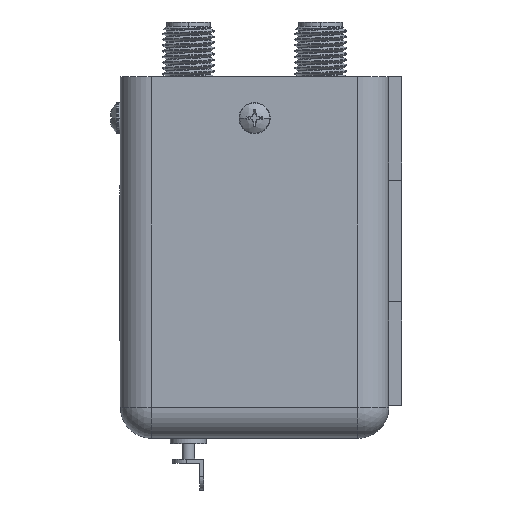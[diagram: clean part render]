
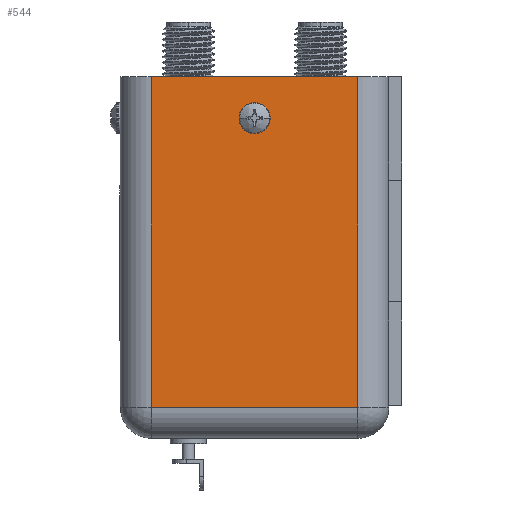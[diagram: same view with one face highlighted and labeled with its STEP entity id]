
A CAD part, left-side view. The second image highlights one B-rep face of the part: STEP entity #544.
In plain terms, the highlighted planar face has unit normal (-1, 0, 0).
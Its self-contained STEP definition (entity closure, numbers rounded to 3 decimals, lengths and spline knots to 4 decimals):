
#544 = ADVANCED_FACE ( 'NONE', ( #36696, #24429 ), #36633, .T. ) ;
#1708 = CARTESIAN_POINT ( 'NONE',  ( -0.65, 0.5, -1.75 ) ) ;
#2198 = LINE ( 'NONE', #1708, #17873 ) ;
#2376 = CIRCLE ( 'NONE', #5309, 0.0201 ) ;
#5309 = AXIS2_PLACEMENT_3D ( 'NONE', #18705, #31680, #22567 ) ;
#5432 = CARTESIAN_POINT ( 'NONE',  ( -0.65, 0.5, -1.6 ) ) ;
#11623 = DIRECTION ( 'NONE',  ( 0., -1., 0. ) ) ;
#11675 = VERTEX_POINT ( 'NONE', #5432 ) ;
#13400 = ORIENTED_EDGE ( 'NONE', *, *, #44124, .T. ) ;
#13749 = ORIENTED_EDGE ( 'NONE', *, *, #50410, .T. ) ;
#13933 = DIRECTION ( 'NONE',  ( -1., 0., 0. ) ) ;
#15709 = DIRECTION ( 'NONE',  ( -1., 0., 0. ) ) ;
#16207 = CARTESIAN_POINT ( 'NONE',  ( -0.65, -0.65, -1.6 ) ) ;
#16639 = VECTOR ( 'NONE', #11623, 39.3701 ) ;
#17873 = VECTOR ( 'NONE', #32370, 39.3701 ) ;
#18705 = CARTESIAN_POINT ( 'NONE',  ( -0.65, 0., -0.2 ) ) ;
#21822 = ORIENTED_EDGE ( 'NONE', *, *, #41795, .F. ) ;
#22567 = DIRECTION ( 'NONE',  ( 0., 0., 1. ) ) ;
#22687 = VERTEX_POINT ( 'NONE', #26558 ) ;
#24429 = FACE_OUTER_BOUND ( 'NONE', #49712, .T. ) ;
#26558 = CARTESIAN_POINT ( 'NONE',  ( -0.65, -0.5, -1.6 ) ) ;
#27476 = EDGE_CURVE ( 'NONE', #33375, #49674, #2376, .T. ) ;
#29934 = CIRCLE ( 'NONE', #49848, 0.0201 ) ;
#30120 = VERTEX_POINT ( 'NONE', #38711 ) ;
#30325 = LINE ( 'NONE', #42623, #43320 ) ;
#30981 = LINE ( 'NONE', #46586, #16639 ) ;
#31680 = DIRECTION ( 'NONE',  ( -1., 0., 0. ) ) ;
#32370 = DIRECTION ( 'NONE',  ( 0., 0., -1. ) ) ;
#32884 = DIRECTION ( 'NONE',  ( 0., 0., 1. ) ) ;
#33375 = VERTEX_POINT ( 'NONE', #47930 ) ;
#36633 = PLANE ( 'NONE',  #54312 ) ;
#36696 = FACE_BOUND ( 'NONE', #48794, .T. ) ;
#37842 = DIRECTION ( 'NONE',  ( 0., 0., 1. ) ) ;
#38711 = CARTESIAN_POINT ( 'NONE',  ( -0.65, 0.5, 0. ) ) ;
#39652 = EDGE_CURVE ( 'NONE', #49674, #33375, #29934, .T. ) ;
#40467 = CARTESIAN_POINT ( 'NONE',  ( -0.65, -0.65, -1.75 ) ) ;
#41419 = EDGE_CURVE ( 'NONE', #22687, #52602, #30325, .T. ) ;
#41795 = EDGE_CURVE ( 'NONE', #30120, #52602, #30981, .T. ) ;
#42623 = CARTESIAN_POINT ( 'NONE',  ( -0.65, -0.5, -1.75 ) ) ;
#42722 = CARTESIAN_POINT ( 'NONE',  ( -0.65, -0.5, 0. ) ) ;
#43320 = VECTOR ( 'NONE', #37842, 39.3701 ) ;
#44059 = ORIENTED_EDGE ( 'NONE', *, *, #39652, .F. ) ;
#44124 = EDGE_CURVE ( 'NONE', #30120, #11675, #2198, .T. ) ;
#44512 = DIRECTION ( 'NONE',  ( 0., 0., 1. ) ) ;
#46175 = VECTOR ( 'NONE', #55695, 39.3701 ) ;
#46586 = CARTESIAN_POINT ( 'NONE',  ( -0.65, -0.65, 0. ) ) ;
#47930 = CARTESIAN_POINT ( 'NONE',  ( -0.65, 0., -0.1799 ) ) ;
#48794 = EDGE_LOOP ( 'NONE', ( #49412, #44059 ) ) ;
#49412 = ORIENTED_EDGE ( 'NONE', *, *, #27476, .F. ) ;
#49535 = LINE ( 'NONE', #16207, #46175 ) ;
#49674 = VERTEX_POINT ( 'NONE', #50735 ) ;
#49712 = EDGE_LOOP ( 'NONE', ( #13749, #53193, #21822, #13400 ) ) ;
#49848 = AXIS2_PLACEMENT_3D ( 'NONE', #55028, #15709, #32884 ) ;
#50410 = EDGE_CURVE ( 'NONE', #11675, #22687, #49535, .T. ) ;
#50735 = CARTESIAN_POINT ( 'NONE',  ( -0.65, 0., -0.2201 ) ) ;
#52602 = VERTEX_POINT ( 'NONE', #42722 ) ;
#53193 = ORIENTED_EDGE ( 'NONE', *, *, #41419, .T. ) ;
#54312 = AXIS2_PLACEMENT_3D ( 'NONE', #40467, #13933, #44512 ) ;
#55028 = CARTESIAN_POINT ( 'NONE',  ( -0.65, 0., -0.2 ) ) ;
#55695 = DIRECTION ( 'NONE',  ( 0., -1., 0. ) ) ;
